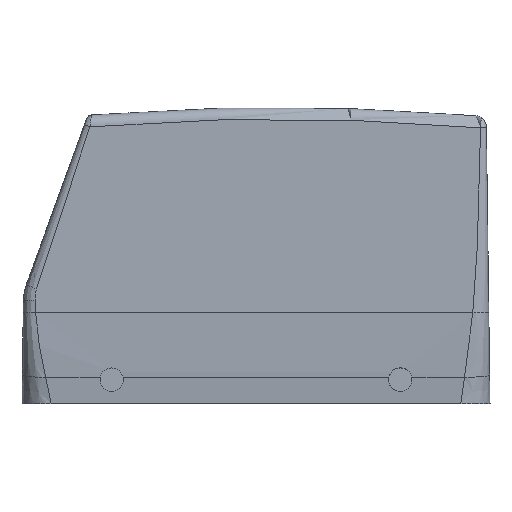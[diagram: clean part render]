
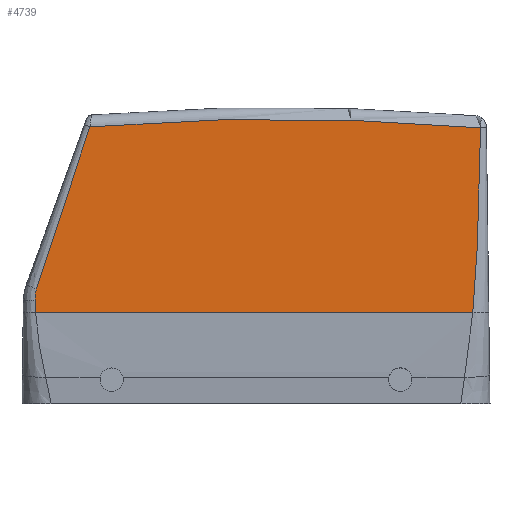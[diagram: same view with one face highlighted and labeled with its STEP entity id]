
A CAD part, left-side view. The second image highlights one B-rep face of the part: STEP entity #4739.
In plain terms, the highlighted planar face has unit normal (-1, 0, 0).
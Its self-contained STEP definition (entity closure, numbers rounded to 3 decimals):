
#4681=AXIS2_PLACEMENT_3D('Circle Axis2P3D',#4679,#4680,$) ;
#4696=AXIS2_PLACEMENT_3D('Plane Axis2P3D',#4693,#4694,#4695) ;
#3013=CARTESIAN_POINT('Vertex',(6.75,2.422,70.768)) ;
#3312=CARTESIAN_POINT('Vertex',(6.75,4.416,23.338)) ;
#3316=CARTESIAN_POINT('Control Point',(6.75,2.422,70.768)) ;
#3317=CARTESIAN_POINT('Control Point',(6.75,2.424,70.65)) ;
#3318=CARTESIAN_POINT('Control Point',(6.75,2.426,70.525)) ;
#3319=CARTESIAN_POINT('Control Point',(6.75,2.43,70.267)) ;
#3320=CARTESIAN_POINT('Control Point',(6.75,2.435,70.)) ;
#3321=CARTESIAN_POINT('Control Point',(6.75,2.439,69.732)) ;
#3322=CARTESIAN_POINT('Control Point',(6.75,2.442,69.583)) ;
#3323=CARTESIAN_POINT('Control Point',(6.75,2.449,69.135)) ;
#3324=CARTESIAN_POINT('Control Point',(6.75,2.457,68.688)) ;
#3325=CARTESIAN_POINT('Control Point',(6.75,2.462,68.389)) ;
#3326=CARTESIAN_POINT('Control Point',(6.75,2.477,67.494)) ;
#3327=CARTESIAN_POINT('Control Point',(6.75,2.494,66.599)) ;
#3328=CARTESIAN_POINT('Control Point',(6.75,2.505,66.002)) ;
#3329=CARTESIAN_POINT('Control Point',(6.75,2.539,64.212)) ;
#3330=CARTESIAN_POINT('Control Point',(6.75,2.577,62.423)) ;
#3331=CARTESIAN_POINT('Control Point',(6.75,2.603,61.23)) ;
#3332=CARTESIAN_POINT('Control Point',(6.75,2.683,57.853)) ;
#3333=CARTESIAN_POINT('Control Point',(6.75,2.774,54.477)) ;
#3334=CARTESIAN_POINT('Control Point',(6.75,2.838,52.294)) ;
#3335=CARTESIAN_POINT('Control Point',(6.75,2.974,47.929)) ;
#3336=CARTESIAN_POINT('Control Point',(6.75,3.131,43.565)) ;
#3337=CARTESIAN_POINT('Control Point',(6.75,3.215,41.383)) ;
#3338=CARTESIAN_POINT('Control Point',(6.75,3.35,38.204)) ;
#3339=CARTESIAN_POINT('Control Point',(6.75,3.512,35.025)) ;
#3340=CARTESIAN_POINT('Control Point',(6.75,3.566,34.046)) ;
#3341=CARTESIAN_POINT('Control Point',(6.75,3.727,31.305)) ;
#3342=CARTESIAN_POINT('Control Point',(6.75,3.927,28.564)) ;
#3343=CARTESIAN_POINT('Control Point',(6.75,4.072,26.822)) ;
#3344=CARTESIAN_POINT('Control Point',(6.75,4.236,25.08)) ;
#3345=CARTESIAN_POINT('Control Point',(6.75,4.416,23.338)) ;
#3445=CARTESIAN_POINT('Line Origine',(6.75,59.368,23.338)) ;
#3449=CARTESIAN_POINT('Vertex',(6.75,116.502,23.338)) ;
#3723=CARTESIAN_POINT('Control Point',(6.75,116.653,26.461)) ;
#3724=CARTESIAN_POINT('Control Point',(6.75,116.628,25.837)) ;
#3725=CARTESIAN_POINT('Control Point',(6.75,116.602,25.212)) ;
#3726=CARTESIAN_POINT('Control Point',(6.75,116.573,24.588)) ;
#3727=CARTESIAN_POINT('Control Point',(6.75,116.54,23.964)) ;
#3728=CARTESIAN_POINT('Control Point',(6.75,116.502,23.338)) ;
#3729=CARTESIAN_POINT('Vertex',(6.75,116.653,26.461)) ;
#4676=CARTESIAN_POINT('Vertex',(6.75,102.578,71.02)) ;
#4679=CARTESIAN_POINT('Axis2P3D Location',(6.75,54.,-524.)) ;
#4693=CARTESIAN_POINT('Axis2P3D Location',(6.75,-101.926,-53.43)) ;
#4699=CARTESIAN_POINT('Control Point',(6.75,102.578,71.02)) ;
#4700=CARTESIAN_POINT('Control Point',(6.75,102.614,70.917)) ;
#4701=CARTESIAN_POINT('Control Point',(6.75,102.65,70.814)) ;
#4702=CARTESIAN_POINT('Control Point',(6.75,102.685,70.711)) ;
#4703=CARTESIAN_POINT('Control Point',(6.75,102.757,70.504)) ;
#4704=CARTESIAN_POINT('Control Point',(6.75,102.829,70.297)) ;
#4705=CARTESIAN_POINT('Control Point',(6.75,102.865,70.193)) ;
#4706=CARTESIAN_POINT('Control Point',(6.75,103.402,68.642)) ;
#4707=CARTESIAN_POINT('Control Point',(6.75,103.938,67.089)) ;
#4708=CARTESIAN_POINT('Control Point',(6.75,104.436,65.639)) ;
#4709=CARTESIAN_POINT('Control Point',(6.75,105.501,62.526)) ;
#4710=CARTESIAN_POINT('Control Point',(6.75,106.557,59.407)) ;
#4711=CARTESIAN_POINT('Control Point',(6.75,107.11,57.764)) ;
#4712=CARTESIAN_POINT('Control Point',(6.75,109.179,51.582)) ;
#4713=CARTESIAN_POINT('Control Point',(6.75,111.207,45.403)) ;
#4714=CARTESIAN_POINT('Control Point',(6.75,112.671,40.894)) ;
#4715=CARTESIAN_POINT('Control Point',(6.75,114.285,35.896)) ;
#4716=CARTESIAN_POINT('Control Point',(6.75,115.861,30.891)) ;
#4717=CARTESIAN_POINT('Control Point',(6.75,116.007,30.424)) ;
#4718=CARTESIAN_POINT('Control Point',(6.75,116.153,29.957)) ;
#4719=CARTESIAN_POINT('Control Point',(6.75,116.299,29.489)) ;
#4720=CARTESIAN_POINT('Vertex',(6.75,116.299,29.489)) ;
#4724=CARTESIAN_POINT('Control Point',(6.75,116.299,29.489)) ;
#4725=CARTESIAN_POINT('Control Point',(6.75,116.474,28.9)) ;
#4726=CARTESIAN_POINT('Control Point',(6.75,116.599,28.295)) ;
#4727=CARTESIAN_POINT('Control Point',(6.75,116.671,27.683)) ;
#4728=CARTESIAN_POINT('Control Point',(6.75,116.689,27.069)) ;
#4729=CARTESIAN_POINT('Control Point',(6.75,116.653,26.461)) ;
#3446=DIRECTION('Vector Direction',(0.,-1.,0.)) ;
#4680=DIRECTION('Axis2P3D Direction',(-1.,0.,0.)) ;
#4694=DIRECTION('Axis2P3D Direction',(-1.,0.,0.)) ;
#4695=DIRECTION('Axis2P3D XDirection',(0.,-0.317,0.949)) ;
#3447=VECTOR('Line Direction',#3446,1.) ;
#4732=ORIENTED_EDGE('',*,*,#4683,.T.) ;
#4733=ORIENTED_EDGE('',*,*,#4722,.F.) ;
#4734=ORIENTED_EDGE('',*,*,#4730,.F.) ;
#4735=ORIENTED_EDGE('',*,*,#3731,.F.) ;
#4736=ORIENTED_EDGE('',*,*,#3451,.T.) ;
#4737=ORIENTED_EDGE('',*,*,#3346,.T.) ;
#4739=ADVANCED_FACE('Hood',(#4738),#4697,.T.) ;
#3315=B_SPLINE_CURVE_WITH_KNOTS('',5,(#3316,#3317,#3318,#3319,#3320,#3321,#3322,#3323,#3324,#3325,#3326,#3327,#3328,#3329,#3330,#3331,#3332,#3333,#3334,#3335,#3336,#3337,#3338,#3339,#3340,#3341,#3342,#3343,#3344,#3345),.UNSPECIFIED.,.F.,.U.,(6,3,3,3,3,3,3,3,3,6),(7.76,8.352,9.098,10.592,13.579,19.553,30.498,41.443,46.451,55.207),.UNSPECIFIED.) ;
#3722=B_SPLINE_CURVE_WITH_KNOTS('',5,(#3723,#3724,#3725,#3726,#3727,#3728),.UNSPECIFIED.,.F.,.U.,(6,6),(86.846,89.97),.UNSPECIFIED.) ;
#4698=B_SPLINE_CURVE_WITH_KNOTS('',5,(#4699,#4700,#4701,#4702,#4703,#4704,#4705,#4706,#4707,#4708,#4709,#4710,#4711,#4712,#4713,#4714,#4715,#4716,#4717,#4718,#4719),.UNSPECIFIED.,.F.,.U.,(6,3,3,3,3,3,6),(0.,0.774,1.548,12.38,24.795,58.432,61.892),.UNSPECIFIED.) ;
#4723=B_SPLINE_CURVE_WITH_KNOTS('',5,(#4724,#4725,#4726,#4727,#4728,#4729),.UNSPECIFIED.,.F.,.U.,(6,6),(0.,4.339),.UNSPECIFIED.) ;
#4682=CIRCLE('generated circle',#4681,597.) ;
#3346=EDGE_CURVE('',#3313,#3014,#3315,.F.) ;
#3451=EDGE_CURVE('',#3450,#3313,#3448,.T.) ;
#3731=EDGE_CURVE('',#3450,#3730,#3722,.F.) ;
#4683=EDGE_CURVE('',#3014,#4677,#4682,.T.) ;
#4722=EDGE_CURVE('',#4721,#4677,#4698,.F.) ;
#4730=EDGE_CURVE('',#3730,#4721,#4723,.F.) ;
#4731=EDGE_LOOP('',(#4732,#4733,#4734,#4735,#4736,#4737)) ;
#4738=FACE_OUTER_BOUND('',#4731,.T.) ;
#3448=LINE('Line',#3445,#3447) ;
#4697=PLANE('',#4696) ;
#3014=VERTEX_POINT('',#3013) ;
#3313=VERTEX_POINT('',#3312) ;
#3450=VERTEX_POINT('',#3449) ;
#3730=VERTEX_POINT('',#3729) ;
#4677=VERTEX_POINT('',#4676) ;
#4721=VERTEX_POINT('',#4720) ;
